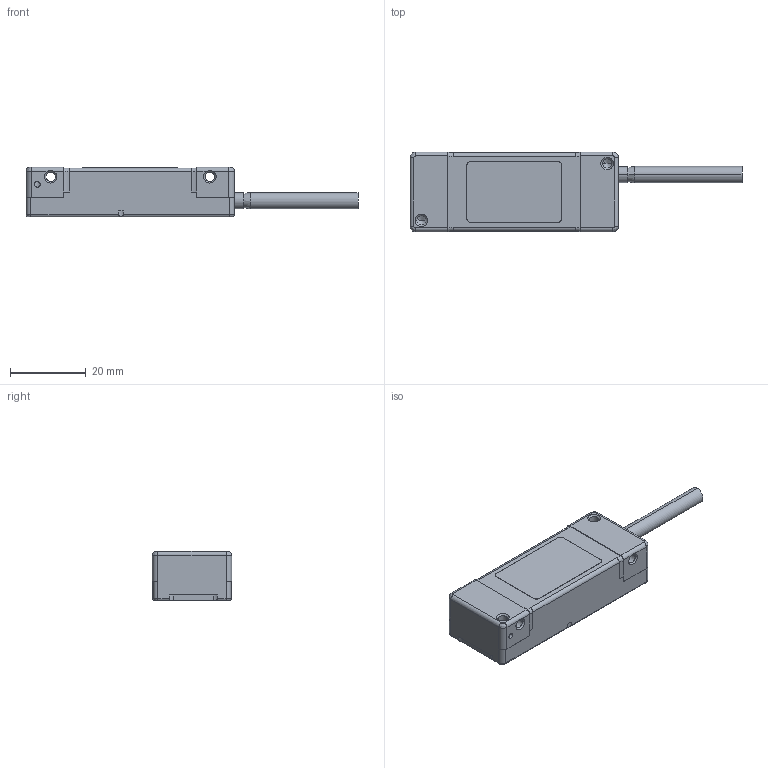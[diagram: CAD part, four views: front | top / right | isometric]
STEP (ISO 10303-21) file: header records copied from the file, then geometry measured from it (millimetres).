
FILE_DESCRIPTION((''),'2;1');
FILE_NAME('1234751-01-Z01','2021-05-05T14:42:53',('AT10150'),(''),'CREO PARAMETRIC BY PTC INC, 2019164','CREO PARAMETRIC BY PTC INC, 2019164','');
FILE_SCHEMA(('AUTOMOTIVE_DESIGN { 1 0 10303 214 1 1 1 1 }'));
Length unit declared in the file: millimetre
Products named in the file (1): 1234751-01-Z01
Bounding box: 87.58 x 21 x 13 mm (x, y, z)
Volume: 14755.8 mm3; surface area: 5012.6 mm2
Topology: 1 solids, 1 shells, 145 faces, 583 edges, 441 vertices
Faces by surface type: cylinder 60, plane 55, cone 16, torus 8, bspline 6
Entity records: 7709 total; most frequent: CARTESIAN_POINT 1449, DIRECTION 911, ORIENTED_EDGE 732, PRESENTATION_STYLE_ASSIGNMENT 580, STYLED_ITEM 580, CURVE_STYLE 579, EDGE_CURVE 366, VECTOR 347
